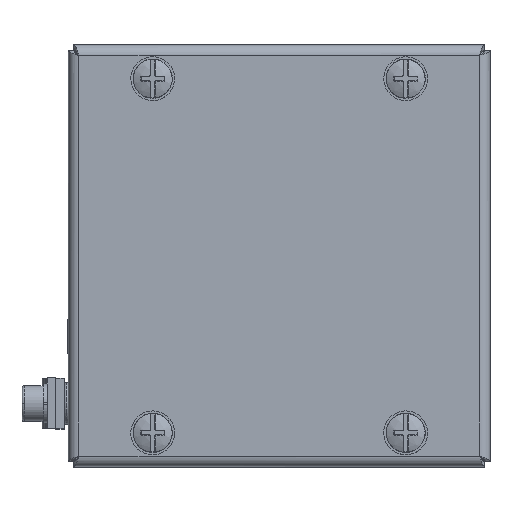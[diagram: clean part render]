
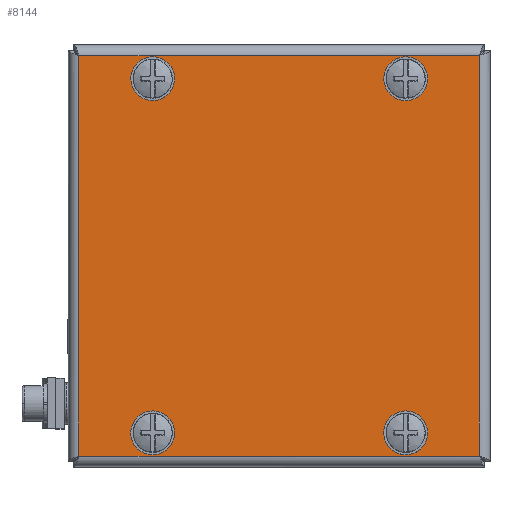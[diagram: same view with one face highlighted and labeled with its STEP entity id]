
A CAD part, top view. The second image highlights one B-rep face of the part: STEP entity #8144.
In plain terms, the highlighted face is planar.
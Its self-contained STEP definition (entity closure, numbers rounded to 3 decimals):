
#578=LINE('',#12061,#1212);
#579=LINE('',#12063,#1213);
#580=LINE('',#12065,#1214);
#581=LINE('',#12066,#1215);
#1212=VECTOR('',#9644,1000.);
#1213=VECTOR('',#9645,1000.);
#1214=VECTOR('',#9646,1000.);
#1215=VECTOR('',#9647,1000.);
#1843=PLANE('',#8729);
#2089=FACE_BOUND('',#2776,.T.);
#2090=FACE_BOUND('',#2777,.T.);
#2091=FACE_BOUND('',#2778,.T.);
#2092=FACE_BOUND('',#2779,.T.);
#2207=FACE_OUTER_BOUND('',#2775,.T.);
#2775=EDGE_LOOP('',(#5650,#5651,#5652,#5653));
#2776=EDGE_LOOP('',(#5654));
#2777=EDGE_LOOP('',(#5655));
#2778=EDGE_LOOP('',(#5656));
#2779=EDGE_LOOP('',(#5657));
#3444=CIRCLE('',#8718,4.);
#3446=CIRCLE('',#8721,4.);
#3448=CIRCLE('',#8724,4.);
#3450=CIRCLE('',#8727,4.);
#3766=VERTEX_POINT('',#12032);
#3768=VERTEX_POINT('',#12037);
#3770=VERTEX_POINT('',#12042);
#3772=VERTEX_POINT('',#12047);
#3777=VERTEX_POINT('',#12059);
#3778=VERTEX_POINT('',#12060);
#3779=VERTEX_POINT('',#12062);
#3780=VERTEX_POINT('',#12064);
#4474=EDGE_CURVE('',#3766,#3766,#3444,.T.);
#4476=EDGE_CURVE('',#3768,#3768,#3446,.T.);
#4478=EDGE_CURVE('',#3770,#3770,#3448,.T.);
#4480=EDGE_CURVE('',#3772,#3772,#3450,.T.);
#4485=EDGE_CURVE('',#3777,#3778,#578,.T.);
#4486=EDGE_CURVE('',#3778,#3779,#579,.T.);
#4487=EDGE_CURVE('',#3779,#3780,#580,.T.);
#4488=EDGE_CURVE('',#3780,#3777,#581,.T.);
#5650=ORIENTED_EDGE('',*,*,#4485,.T.);
#5651=ORIENTED_EDGE('',*,*,#4486,.T.);
#5652=ORIENTED_EDGE('',*,*,#4487,.T.);
#5653=ORIENTED_EDGE('',*,*,#4488,.T.);
#5654=ORIENTED_EDGE('',*,*,#4474,.F.);
#5655=ORIENTED_EDGE('',*,*,#4476,.F.);
#5656=ORIENTED_EDGE('',*,*,#4478,.F.);
#5657=ORIENTED_EDGE('',*,*,#4480,.F.);
#8144=ADVANCED_FACE('',(#2207,#2089,#2090,#2091,#2092),#1843,.F.);
#8718=AXIS2_PLACEMENT_3D('',#12033,#9616,#9617);
#8721=AXIS2_PLACEMENT_3D('',#12038,#9622,#9623);
#8724=AXIS2_PLACEMENT_3D('',#12043,#9628,#9629);
#8727=AXIS2_PLACEMENT_3D('',#12048,#9634,#9635);
#8729=AXIS2_PLACEMENT_3D('',#12058,#9642,#9643);
#9616=DIRECTION('center_axis',(0.,0.,-1.));
#9617=DIRECTION('ref_axis',(1.,0.,0.));
#9622=DIRECTION('center_axis',(0.,0.,-1.));
#9623=DIRECTION('ref_axis',(-1.,0.,0.));
#9628=DIRECTION('center_axis',(0.,0.,-1.));
#9629=DIRECTION('ref_axis',(1.,0.,0.));
#9634=DIRECTION('center_axis',(0.,0.,-1.));
#9635=DIRECTION('ref_axis',(-1.,0.,0.));
#9642=DIRECTION('center_axis',(0.,0.,1.));
#9643=DIRECTION('ref_axis',(1.,0.,0.));
#9644=DIRECTION('',(-1.,0.,0.));
#9645=DIRECTION('',(0.,1.,0.));
#9646=DIRECTION('',(1.,0.,0.));
#9647=DIRECTION('',(0.,-1.,0.));
#12032=CARTESIAN_POINT('',(26.,-42.,0.));
#12033=CARTESIAN_POINT('Origin',(30.,-42.,0.));
#12037=CARTESIAN_POINT('',(-34.,-42.,0.));
#12038=CARTESIAN_POINT('Origin',(-30.,-42.,0.));
#12042=CARTESIAN_POINT('',(-34.,42.,0.));
#12043=CARTESIAN_POINT('Origin',(-30.,42.,0.));
#12047=CARTESIAN_POINT('',(26.,42.,0.));
#12048=CARTESIAN_POINT('Origin',(30.,42.,0.));
#12058=CARTESIAN_POINT('Origin',(-50.,50.,0.));
#12059=CARTESIAN_POINT('',(47.5,-47.5,0.));
#12060=CARTESIAN_POINT('',(-47.5,-47.5,0.));
#12061=CARTESIAN_POINT('',(48.743,-47.5,0.));
#12062=CARTESIAN_POINT('',(-47.5,47.5,0.));
#12063=CARTESIAN_POINT('',(-47.5,-48.743,0.));
#12064=CARTESIAN_POINT('',(47.5,47.5,0.));
#12065=CARTESIAN_POINT('',(-48.743,47.5,0.));
#12066=CARTESIAN_POINT('',(47.5,48.743,0.));
